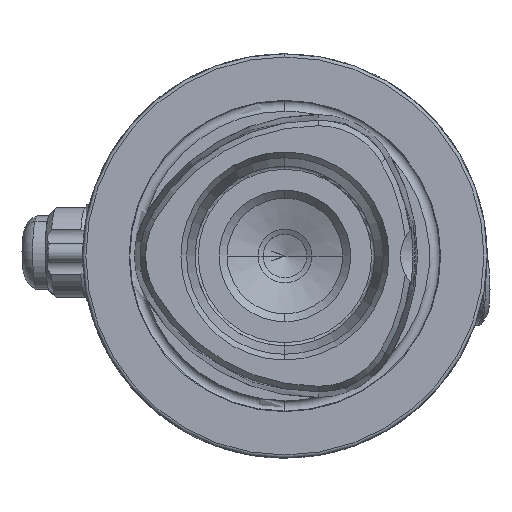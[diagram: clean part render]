
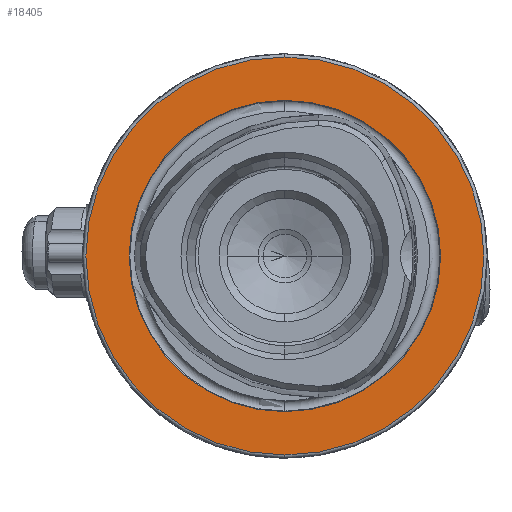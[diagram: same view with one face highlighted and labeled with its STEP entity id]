
A CAD part, left-side view. The second image highlights one B-rep face of the part: STEP entity #18405.
In plain terms, the highlighted planar face has unit normal (-1, 0, 0).
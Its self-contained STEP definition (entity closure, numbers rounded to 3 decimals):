
#49 = DIRECTION ( 'NONE',  ( -1., 0., 0. ) ) ;
#546 = CARTESIAN_POINT ( 'NONE',  ( 0., 0., 0. ) ) ;
#726 = EDGE_CURVE ( 'NONE', #1397, #25909, #4331, .T. ) ;
#1029 = AXIS2_PLACEMENT_3D ( 'NONE', #18245, #49, #4083 ) ;
#1397 = VERTEX_POINT ( 'NONE', #23705 ) ;
#4083 = DIRECTION ( 'NONE',  ( 0., 0., 1. ) ) ;
#4331 = CIRCLE ( 'NONE', #16403, 24.25 ) ;
#7428 = FACE_BOUND ( 'NONE', #19277, .T. ) ;
#7481 = CIRCLE ( 'NONE', #17212, 31. ) ;
#8270 = ORIENTED_EDGE ( 'NONE', *, *, #726, .F. ) ;
#8592 = CIRCLE ( 'NONE', #1029, 31. ) ;
#10412 = PLANE ( 'NONE',  #25998 ) ;
#11153 = CARTESIAN_POINT ( 'NONE',  ( 0., 0., 0. ) ) ;
#11236 = FACE_OUTER_BOUND ( 'NONE', #11344, .T. ) ;
#11344 = EDGE_LOOP ( 'NONE', ( #13623, #14564 ) ) ;
#11608 = CIRCLE ( 'NONE', #21216, 24.25 ) ;
#12095 = CARTESIAN_POINT ( 'NONE',  ( 0., 0., 24.25 ) ) ;
#12365 = CARTESIAN_POINT ( 'NONE',  ( 0., 0., -31. ) ) ;
#12924 = DIRECTION ( 'NONE',  ( 0., 0., 1. ) ) ;
#13165 = DIRECTION ( 'NONE',  ( -1., 0., 0. ) ) ;
#13623 = ORIENTED_EDGE ( 'NONE', *, *, #22400, .T. ) ;
#13822 = DIRECTION ( 'NONE',  ( -1., 0., 0. ) ) ;
#14564 = ORIENTED_EDGE ( 'NONE', *, *, #17580, .T. ) ;
#14605 = CARTESIAN_POINT ( 'NONE',  ( 0., 24.25, 0. ) ) ;
#14770 = DIRECTION ( 'NONE',  ( 0., 0., 1. ) ) ;
#15666 = VERTEX_POINT ( 'NONE', #23910 ) ;
#16403 = AXIS2_PLACEMENT_3D ( 'NONE', #546, #22633, #14770 ) ;
#16883 = EDGE_CURVE ( 'NONE', #25909, #1397, #11608, .T. ) ;
#17212 = AXIS2_PLACEMENT_3D ( 'NONE', #26095, #13822, #23802 ) ;
#17580 = EDGE_CURVE ( 'NONE', #24727, #15666, #7481, .T. ) ;
#18245 = CARTESIAN_POINT ( 'NONE',  ( 0., 0., 0. ) ) ;
#18405 = ADVANCED_FACE ( 'NONE', ( #7428, #11236 ), #10412, .F. ) ;
#18665 = DIRECTION ( 'NONE',  ( 1., 0., 0. ) ) ;
#19277 = EDGE_LOOP ( 'NONE', ( #20287, #8270 ) ) ;
#20287 = ORIENTED_EDGE ( 'NONE', *, *, #16883, .F. ) ;
#21216 = AXIS2_PLACEMENT_3D ( 'NONE', #11153, #13165, #12924 ) ;
#22400 = EDGE_CURVE ( 'NONE', #15666, #24727, #8592, .T. ) ;
#22633 = DIRECTION ( 'NONE',  ( -1., 0., 0. ) ) ;
#23705 = CARTESIAN_POINT ( 'NONE',  ( 0., 0., -24.25 ) ) ;
#23802 = DIRECTION ( 'NONE',  ( 0., 0., 1. ) ) ;
#23910 = CARTESIAN_POINT ( 'NONE',  ( 0., 0., 31. ) ) ;
#24605 = DIRECTION ( 'NONE',  ( 0., 0., -1. ) ) ;
#24727 = VERTEX_POINT ( 'NONE', #12365 ) ;
#25909 = VERTEX_POINT ( 'NONE', #12095 ) ;
#25998 = AXIS2_PLACEMENT_3D ( 'NONE', #14605, #18665, #24605 ) ;
#26095 = CARTESIAN_POINT ( 'NONE',  ( 0., 0., 0. ) ) ;
